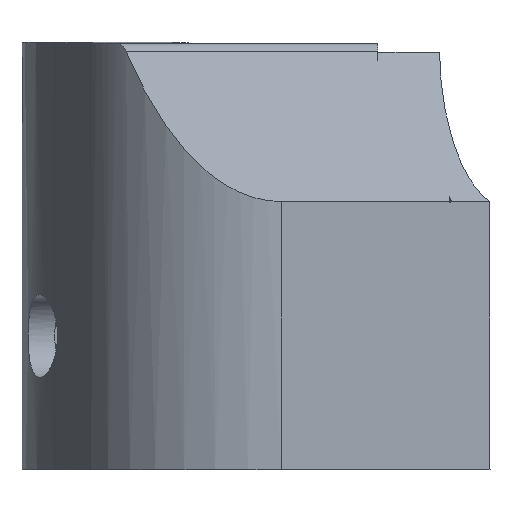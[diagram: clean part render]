
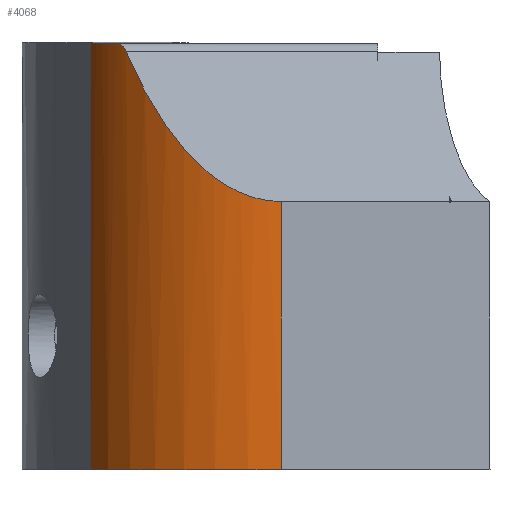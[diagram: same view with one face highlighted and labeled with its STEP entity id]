
A CAD part, left-side view. The second image highlights one B-rep face of the part: STEP entity #4068.
In plain terms, the highlighted cylindrical face has radius 15.5 mm (diameter 31 mm), a partial arc.
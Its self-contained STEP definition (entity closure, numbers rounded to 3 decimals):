
#48=CYLINDRICAL_SURFACE('',#4356,15.5);
#116=CIRCLE('',#4331,15.5);
#338=ELLIPSE('',#4354,15.5,15.5);
#340=ELLIPSE('',#4357,37.995,15.5);
#428=FACE_OUTER_BOUND('',#658,.T.);
#658=EDGE_LOOP('',(#3047,#3048,#3049,#3050,#3051,#3052));
#876=B_SPLINE_CURVE_WITH_KNOTS('',3,(#6815,#6816,#6817,#6818,#6819,#6820,
#6821,#6822),.UNSPECIFIED.,.F.,.F.,(4,2,2,4),(0.042,0.082,
0.129,0.176),.UNSPECIFIED.);
#1121=LINE('',#6796,#1426);
#1127=LINE('',#6812,#1432);
#1426=VECTOR('',#4933,10.);
#1432=VECTOR('',#4949,10.);
#1719=VERTEX_POINT('',#6591);
#1720=VERTEX_POINT('',#6593);
#1776=VERTEX_POINT('',#6795);
#1777=VERTEX_POINT('',#6801);
#1781=VERTEX_POINT('',#6811);
#1782=VERTEX_POINT('',#6813);
#2174=EDGE_CURVE('',#1720,#1719,#116,.T.);
#2249=EDGE_CURVE('',#1776,#1720,#1121,.T.);
#2252=EDGE_CURVE('',#1777,#1776,#338,.T.);
#2257=EDGE_CURVE('',#1719,#1781,#1127,.T.);
#2258=EDGE_CURVE('',#1781,#1782,#340,.T.);
#2259=EDGE_CURVE('',#1782,#1777,#876,.T.);
#3047=ORIENTED_EDGE('',*,*,#2252,.T.);
#3048=ORIENTED_EDGE('',*,*,#2249,.T.);
#3049=ORIENTED_EDGE('',*,*,#2174,.T.);
#3050=ORIENTED_EDGE('',*,*,#2257,.T.);
#3051=ORIENTED_EDGE('',*,*,#2258,.T.);
#3052=ORIENTED_EDGE('',*,*,#2259,.T.);
#4068=ADVANCED_FACE('',(#428),#48,.T.);
#4331=AXIS2_PLACEMENT_3D('',#6594,#4829,#4830);
#4354=AXIS2_PLACEMENT_3D('',#6802,#4940,#4941);
#4356=AXIS2_PLACEMENT_3D('',#6810,#4947,#4948);
#4357=AXIS2_PLACEMENT_3D('',#6814,#4950,#4951);
#4829=DIRECTION('center_axis',(0.,0.,
1.));
#4830=DIRECTION('ref_axis',(-0.894,-0.447,0.));
#4933=DIRECTION('',(0.,0.,-1.));
#4940=DIRECTION('center_axis',(0.002,0.,-1.));
#4941=DIRECTION('ref_axis',(-1.,-0.008,-0.002));
#4947=DIRECTION('center_axis',(0.,0.,
1.));
#4948=DIRECTION('ref_axis',(-0.851,0.526,0.));
#4949=DIRECTION('',(0.,0.,1.));
#4950=DIRECTION('center_axis',(0.913,0.,-0.408));
#4951=DIRECTION('ref_axis',(-0.408,0.,-0.913));
#6591=CARTESIAN_POINT('',(-4.5,20.5,-0.45));
#6593=CARTESIAN_POINT('',(4.068,34.364,-0.45));
#6594=CARTESIAN_POINT('Origin',(11.,20.5,-0.45));
#6795=CARTESIAN_POINT('',(4.069,34.364,30.547));
#6796=CARTESIAN_POINT('',(4.068,34.364,-0.45));
#6801=CARTESIAN_POINT('',(1.297,32.587,30.542));
#6802=CARTESIAN_POINT('Origin',(11.001,20.501,30.56));
#6810=CARTESIAN_POINT('Origin',(11.,20.5,-0.45));
#6811=CARTESIAN_POINT('',(-4.499,20.501,19.021));
#6812=CARTESIAN_POINT('',(-4.5,20.5,-0.449));
#6813=CARTESIAN_POINT('',(0.384,31.794,29.95));
#6814=CARTESIAN_POINT('Origin',(11.002,20.501,53.71));
#6815=CARTESIAN_POINT('Ctrl Pts',(0.384,31.794,29.95));
#6816=CARTESIAN_POINT('Ctrl Pts',(0.437,31.843,30.068));
#6817=CARTESIAN_POINT('Ctrl Pts',(0.511,31.913,30.17));
#6818=CARTESIAN_POINT('Ctrl Pts',(0.684,32.069,30.342));
#6819=CARTESIAN_POINT('Ctrl Pts',(0.798,32.17,30.418));
#6820=CARTESIAN_POINT('Ctrl Pts',(1.043,32.38,30.518));
#6821=CARTESIAN_POINT('Ctrl Pts',(1.174,32.489,30.542));
#6822=CARTESIAN_POINT('Ctrl Pts',(1.297,32.587,30.542));
